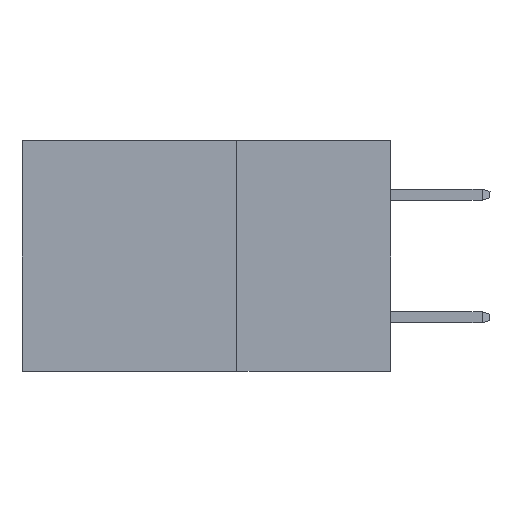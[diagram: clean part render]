
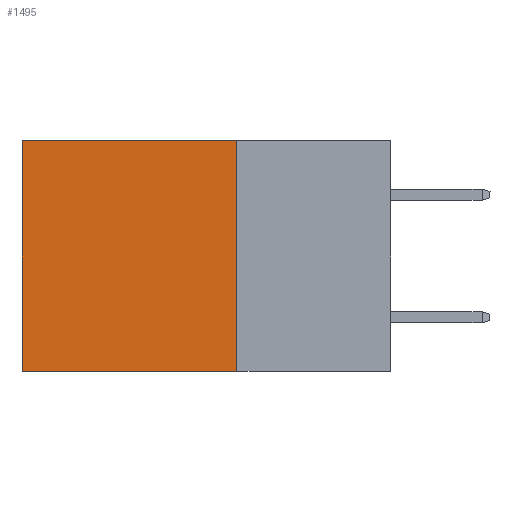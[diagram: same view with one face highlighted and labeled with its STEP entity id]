
A CAD part, left-side view. The second image highlights one B-rep face of the part: STEP entity #1495.
In plain terms, the highlighted planar face has unit normal (-1, 0, 0).
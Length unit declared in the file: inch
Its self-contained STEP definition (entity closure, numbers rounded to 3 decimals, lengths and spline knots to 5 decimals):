
#208 = VECTOR ( 'NONE', #455, 39.37008 ) ;
#309 = VERTEX_POINT ( 'NONE', #450 ) ;
#450 = CARTESIAN_POINT ( 'NONE',  ( 0.2875, 0.25, 0. ) ) ;
#455 = DIRECTION ( 'NONE',  ( 0., 1., 0. ) ) ;
#520 = CARTESIAN_POINT ( 'NONE',  ( 0.2875, 0.25, 0. ) ) ;
#529 = VERTEX_POINT ( 'NONE', #7298 ) ;
#654 = PLANE ( 'NONE',  #6761 ) ;
#1014 = CARTESIAN_POINT ( 'NONE',  ( 0.2875, 0.6, -0.375 ) ) ;
#1209 = VECTOR ( 'NONE', #4880, 39.37008 ) ;
#1332 = CARTESIAN_POINT ( 'NONE',  ( 0.2875, 0.25, -0.375 ) ) ;
#1495 = ADVANCED_FACE ( 'NONE', ( #3573 ), #654, .F. ) ;
#2235 = VECTOR ( 'NONE', #7831, 39.37008 ) ;
#2387 = VERTEX_POINT ( 'NONE', #1014 ) ;
#2849 = LINE ( 'NONE', #3662, #1209 ) ;
#2996 = ORIENTED_EDGE ( 'NONE', *, *, #4178, .T. ) ;
#3190 = VECTOR ( 'NONE', #4582, 39.37008 ) ;
#3306 = DIRECTION ( 'NONE',  ( 1., 0., 0. ) ) ;
#3573 = FACE_OUTER_BOUND ( 'NONE', #5429, .T. ) ;
#3617 = EDGE_CURVE ( 'NONE', #529, #2387, #4507, .T. ) ;
#3628 = VERTEX_POINT ( 'NONE', #1332 ) ;
#3662 = CARTESIAN_POINT ( 'NONE',  ( 0.2875, 0.25, -0.375 ) ) ;
#4178 = EDGE_CURVE ( 'NONE', #309, #529, #5961, .T. ) ;
#4384 = CARTESIAN_POINT ( 'NONE',  ( 0.2875, 0.6, -0.375 ) ) ;
#4502 = EDGE_CURVE ( 'NONE', #309, #3628, #2849, .T. ) ;
#4507 = LINE ( 'NONE', #4384, #3190 ) ;
#4582 = DIRECTION ( 'NONE',  ( 0., 0., -1. ) ) ;
#4880 = DIRECTION ( 'NONE',  ( 0., 0., -1. ) ) ;
#5429 = EDGE_LOOP ( 'NONE', ( #6943, #7290, #8304, #2996 ) ) ;
#5758 = LINE ( 'NONE', #6072, #208 ) ;
#5961 = LINE ( 'NONE', #520, #2235 ) ;
#6072 = CARTESIAN_POINT ( 'NONE',  ( 0.2875, 0.25, -0.375 ) ) ;
#6761 = AXIS2_PLACEMENT_3D ( 'NONE', #7297, #3306, #7942 ) ;
#6943 = ORIENTED_EDGE ( 'NONE', *, *, #3617, .T. ) ;
#7290 = ORIENTED_EDGE ( 'NONE', *, *, #8179, .F. ) ;
#7297 = CARTESIAN_POINT ( 'NONE',  ( 0.2875, 0.25, -0.375 ) ) ;
#7298 = CARTESIAN_POINT ( 'NONE',  ( 0.2875, 0.6, 0. ) ) ;
#7831 = DIRECTION ( 'NONE',  ( 0., 1., 0. ) ) ;
#7942 = DIRECTION ( 'NONE',  ( 0., 0., -1. ) ) ;
#8179 = EDGE_CURVE ( 'NONE', #3628, #2387, #5758, .T. ) ;
#8304 = ORIENTED_EDGE ( 'NONE', *, *, #4502, .F. ) ;
